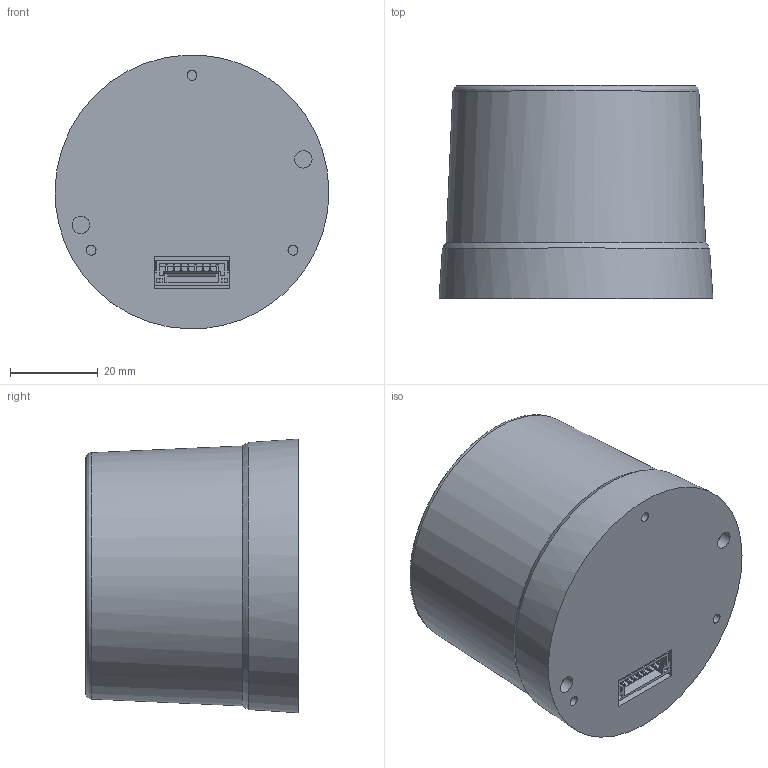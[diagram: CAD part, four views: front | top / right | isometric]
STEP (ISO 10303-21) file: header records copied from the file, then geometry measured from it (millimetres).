
FILE_DESCRIPTION(('FreeCAD Model'),'2;1');
FILE_NAME('Open CASCADE Shape Model','2025-04-27T13:30:54',('FreeCAD'),( 'FreeCAD'),'Open CASCADE STEP processor 7.6','FreeCAD','Unknown');
FILE_SCHEMA(('AUTOMOTIVE_DESIGN { 1 0 10303 214 1 1 1 1 }'));
Length unit declared in the file: millimetre
Products named in the file (1): Open CASCADE STEP translator 7.6 1
Bounding box: 62.39 x 48.45 x 62.33 mm (x, y, z)
Volume: 131635.8 mm3; surface area: 15957.5 mm2
Topology: 12 solids, 12 shells, 359 faces, 1010 edges, 668 vertices
Faces by surface type: bspline 359
Entity records: 10538 total; most frequent: CARTESIAN_POINT 4399, ORIENTED_EDGE 2020, EDGE_CURVE 1010, B_SPLINE_CURVE_WITH_KNOTS 961, VERTEX_POINT 668, FACE_BOUND 374, EDGE_LOOP 374, ADVANCED_FACE 359
